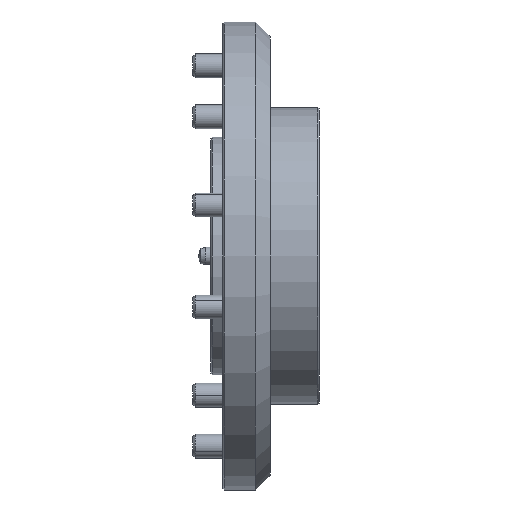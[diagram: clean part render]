
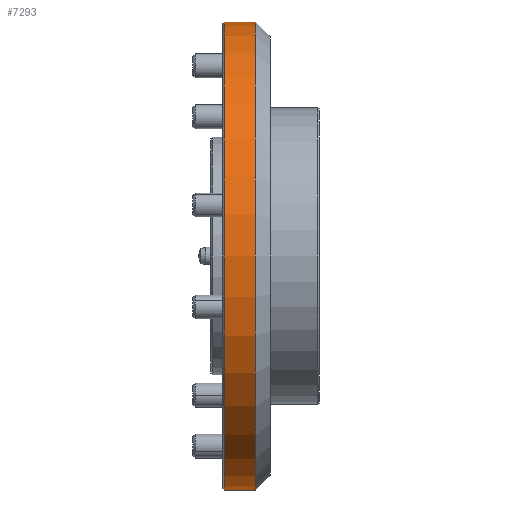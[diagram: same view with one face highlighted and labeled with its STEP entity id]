
A CAD part, front view. The second image highlights one B-rep face of the part: STEP entity #7293.
In plain terms, the highlighted cylindrical face has radius 157.5 mm (diameter 315 mm), a partial arc.
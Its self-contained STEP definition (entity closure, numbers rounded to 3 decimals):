
#63 = VECTOR ( 'NONE', #6814, 1000. ) ;
#136 = AXIS2_PLACEMENT_3D ( 'NONE', #7405, #2715, #8188 ) ;
#595 = CARTESIAN_POINT ( 'NONE',  ( -27.17, 0., 157.5 ) ) ;
#614 = CYLINDRICAL_SURFACE ( 'NONE', #9180, 157.5 ) ;
#624 = DIRECTION ( 'NONE',  ( 1., 0., 0. ) ) ;
#1089 = CARTESIAN_POINT ( 'NONE',  ( -27.17, 0., 0. ) ) ;
#1171 = VECTOR ( 'NONE', #9497, 1000. ) ;
#1519 = CARTESIAN_POINT ( 'NONE',  ( 22., 0., 157.5 ) ) ;
#1711 = CARTESIAN_POINT ( 'NONE',  ( -27.17, 0., -157.5 ) ) ;
#1868 = DIRECTION ( 'NONE',  ( -1., 0., 0. ) ) ;
#2353 = LINE ( 'NONE', #595, #63 ) ;
#2427 = CIRCLE ( 'NONE', #136, 157.5 ) ;
#2610 = ORIENTED_EDGE ( 'NONE', *, *, #7500, .T. ) ;
#2715 = DIRECTION ( 'NONE',  ( -1., 0., 0. ) ) ;
#2935 = CARTESIAN_POINT ( 'NONE',  ( 1., 0., 157.5 ) ) ;
#3853 = ORIENTED_EDGE ( 'NONE', *, *, #7349, .T. ) ;
#4737 = EDGE_CURVE ( 'NONE', #8705, #7494, #9941, .T. ) ;
#5245 = CARTESIAN_POINT ( 'NONE',  ( 1., 0., 0. ) ) ;
#5715 = DIRECTION ( 'NONE',  ( 0., 0., 1. ) ) ;
#5897 = ORIENTED_EDGE ( 'NONE', *, *, #6360, .T. ) ;
#5912 = VERTEX_POINT ( 'NONE', #2935 ) ;
#6042 = DIRECTION ( 'NONE',  ( 0., 0., -1. ) ) ;
#6360 = EDGE_CURVE ( 'NONE', #9804, #5912, #2353, .T. ) ;
#6361 = AXIS2_PLACEMENT_3D ( 'NONE', #5245, #624, #6042 ) ;
#6808 = CARTESIAN_POINT ( 'NONE',  ( 1., 0., -157.5 ) ) ;
#6814 = DIRECTION ( 'NONE',  ( -1., 0., 0. ) ) ;
#7058 = FACE_OUTER_BOUND ( 'NONE', #7742, .T. ) ;
#7066 = CIRCLE ( 'NONE', #6361, 157.5 ) ;
#7293 = ADVANCED_FACE ( 'NONE', ( #7058 ), #614, .T. ) ;
#7349 = EDGE_CURVE ( 'NONE', #8705, #9804, #2427, .T. ) ;
#7405 = CARTESIAN_POINT ( 'NONE',  ( 22., 0., 0. ) ) ;
#7494 = VERTEX_POINT ( 'NONE', #6808 ) ;
#7500 = EDGE_CURVE ( 'NONE', #5912, #7494, #7066, .T. ) ;
#7742 = EDGE_LOOP ( 'NONE', ( #8829, #3853, #5897, #2610 ) ) ;
#8188 = DIRECTION ( 'NONE',  ( 0., 0., 1. ) ) ;
#8546 = CARTESIAN_POINT ( 'NONE',  ( 22., 0., -157.5 ) ) ;
#8705 = VERTEX_POINT ( 'NONE', #8546 ) ;
#8829 = ORIENTED_EDGE ( 'NONE', *, *, #4737, .F. ) ;
#9180 = AXIS2_PLACEMENT_3D ( 'NONE', #1089, #1868, #5715 ) ;
#9497 = DIRECTION ( 'NONE',  ( -1., 0., 0. ) ) ;
#9804 = VERTEX_POINT ( 'NONE', #1519 ) ;
#9941 = LINE ( 'NONE', #1711, #1171 ) ;
